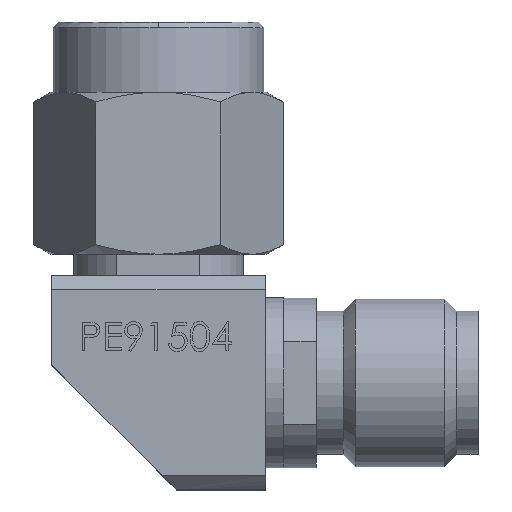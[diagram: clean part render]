
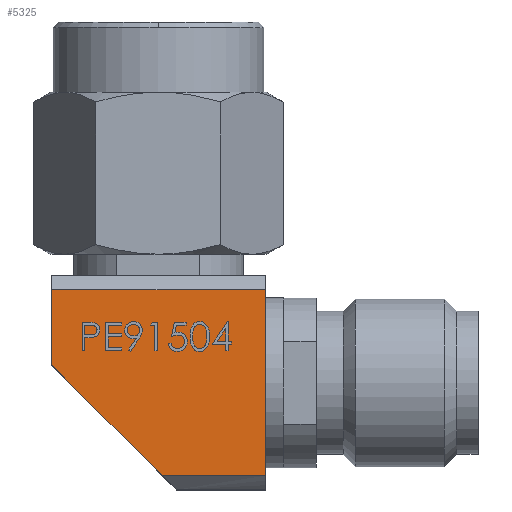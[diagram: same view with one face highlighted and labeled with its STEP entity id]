
A CAD part, top view. The second image highlights one B-rep face of the part: STEP entity #5325.
In plain terms, the highlighted planar face has unit normal (0, 0, 1).
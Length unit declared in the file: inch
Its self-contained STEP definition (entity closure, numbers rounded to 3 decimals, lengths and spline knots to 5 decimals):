
#563 = ORIENTED_EDGE ( 'NONE', *, *, #4362, .T. ) ;
#566 = AXIS2_PLACEMENT_3D ( 'NONE', #4449, #6207, #3779 ) ;
#749 = FACE_OUTER_BOUND ( 'NONE', #1063, .T. ) ;
#1063 = EDGE_LOOP ( 'NONE', ( #563, #4439, #3954, #2923, #4064 ) ) ;
#1411 = DIRECTION ( 'NONE',  ( 0.707, -0.707, 0. ) ) ;
#1414 = EDGE_CURVE ( 'NONE', #5735, #7765, #3245, .T. ) ;
#1710 = VECTOR ( 'NONE', #5962, 39.37008 ) ;
#2367 = CARTESIAN_POINT ( 'NONE',  ( -0.02677, 0.13553, 0.15591 ) ) ;
#2457 = VECTOR ( 'NONE', #6170, 39.37008 ) ;
#2459 = VERTEX_POINT ( 'NONE', #6518 ) ;
#2501 = CARTESIAN_POINT ( 'NONE',  ( -0.33858, 0.02598, 0.15591 ) ) ;
#2603 = DIRECTION ( 'NONE',  ( 0., -1., 0. ) ) ;
#2923 = ORIENTED_EDGE ( 'NONE', *, *, #3545, .T. ) ;
#3146 = CARTESIAN_POINT ( 'NONE',  ( -0.17707, -0.13553, 0.15591 ) ) ;
#3245 = LINE ( 'NONE', #6781, #7143 ) ;
#3369 = EDGE_CURVE ( 'NONE', #5384, #2459, #3739, .T. ) ;
#3504 = CARTESIAN_POINT ( 'NONE',  ( -0.33858, 0.02598, 0.15591 ) ) ;
#3545 = EDGE_CURVE ( 'NONE', #7765, #5384, #4438, .T. ) ;
#3739 = LINE ( 'NONE', #3146, #2457 ) ;
#3779 = DIRECTION ( 'NONE',  ( 1., 0., 0. ) ) ;
#3954 = ORIENTED_EDGE ( 'NONE', *, *, #1414, .T. ) ;
#4064 = ORIENTED_EDGE ( 'NONE', *, *, #3369, .T. ) ;
#4126 = LINE ( 'NONE', #7779, #1710 ) ;
#4362 = EDGE_CURVE ( 'NONE', #2459, #6093, #4126, .T. ) ;
#4438 = LINE ( 'NONE', #2501, #5888 ) ;
#4439 = ORIENTED_EDGE ( 'NONE', *, *, #7166, .F. ) ;
#4449 = CARTESIAN_POINT ( 'NONE',  ( 0., 0., 0.15591 ) ) ;
#5051 = PLANE ( 'NONE',  #566 ) ;
#5325 = ADVANCED_FACE ( 'NONE', ( #749 ), #5051, .T. ) ;
#5384 = VERTEX_POINT ( 'NONE', #7545 ) ;
#5735 = VERTEX_POINT ( 'NONE', #7062 ) ;
#5888 = VECTOR ( 'NONE', #1411, 39.37008 ) ;
#5962 = DIRECTION ( 'NONE',  ( 0., 1., 0. ) ) ;
#6093 = VERTEX_POINT ( 'NONE', #2367 ) ;
#6170 = DIRECTION ( 'NONE',  ( 1., 0., 0. ) ) ;
#6207 = DIRECTION ( 'NONE',  ( 0., 0., 1. ) ) ;
#6446 = CARTESIAN_POINT ( 'NONE',  ( -0.33858, 0.13553, 0.15591 ) ) ;
#6518 = CARTESIAN_POINT ( 'NONE',  ( -0.02677, -0.13553, 0.15591 ) ) ;
#6625 = VECTOR ( 'NONE', #7588, 39.37008 ) ;
#6781 = CARTESIAN_POINT ( 'NONE',  ( -0.33858, 0.13553, 0.15591 ) ) ;
#7062 = CARTESIAN_POINT ( 'NONE',  ( -0.33858, 0.13553, 0.15591 ) ) ;
#7143 = VECTOR ( 'NONE', #2603, 39.37008 ) ;
#7166 = EDGE_CURVE ( 'NONE', #5735, #6093, #7548, .T. ) ;
#7545 = CARTESIAN_POINT ( 'NONE',  ( -0.17707, -0.13553, 0.15591 ) ) ;
#7548 = LINE ( 'NONE', #6446, #6625 ) ;
#7588 = DIRECTION ( 'NONE',  ( 1., 0., 0. ) ) ;
#7765 = VERTEX_POINT ( 'NONE', #3504 ) ;
#7779 = CARTESIAN_POINT ( 'NONE',  ( -0.02677, -0.13553, 0.15591 ) ) ;
